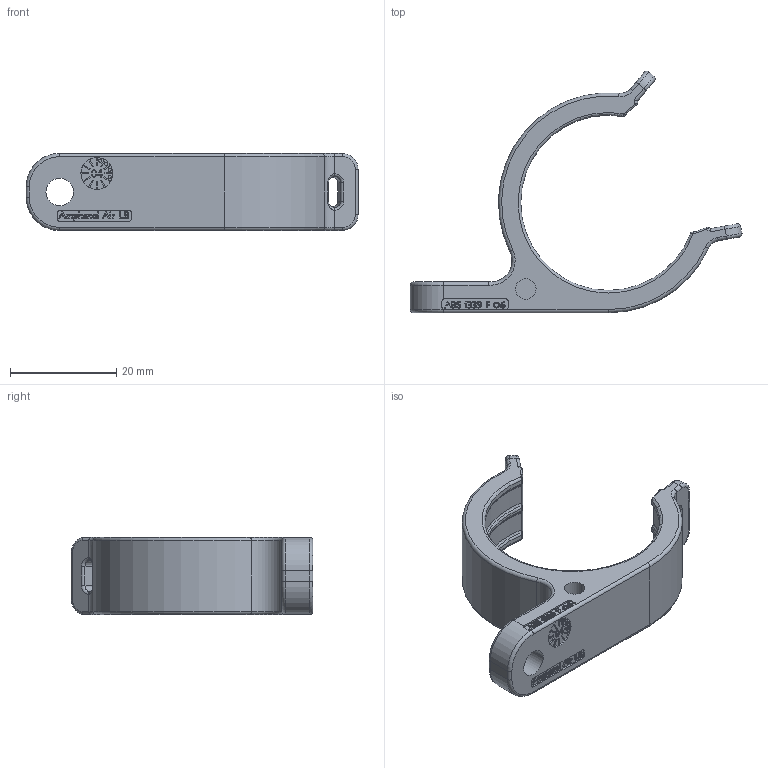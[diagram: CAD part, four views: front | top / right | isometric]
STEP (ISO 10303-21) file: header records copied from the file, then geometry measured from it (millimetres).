
FILE_DESCRIPTION((''),'2;1');
FILE_NAME('00326211600','2020-09-24T',('presta_be4'),(''),'CREO PARAMETRIC BY PTC INC, 2018360','CREO PARAMETRIC BY PTC INC, 2018360','');
FILE_SCHEMA(('CONFIG_CONTROL_DESIGN'));
Length unit declared in the file: millimetre
Products named in the file (1): 00326211600
Bounding box: 62.5 x 45.49 x 14.5 mm (x, y, z)
Volume: 7323.1 mm3; surface area: 4845.9 mm2
Topology: 1 solids, 1 shells, 848 faces, 2305 edges, 1506 vertices
Faces by surface type: extrusion 418, plane 276, cylinder 86, torus 36, bspline 28, cone 4
Entity records: 30214 total; most frequent: CARTESIAN_POINT 10536, ORIENTED_EDGE 4610, DIRECTION 2819, EDGE_CURVE 2305, VECTOR 1579, VERTEX_POINT 1506, B_SPLINE_CURVE_WITH_KNOTS 1344, LINE 1161
